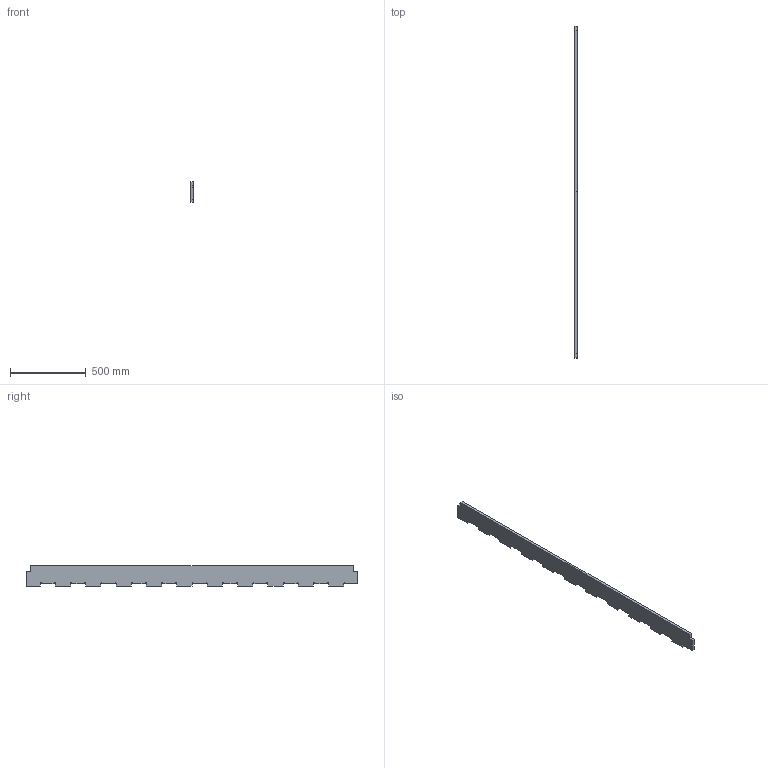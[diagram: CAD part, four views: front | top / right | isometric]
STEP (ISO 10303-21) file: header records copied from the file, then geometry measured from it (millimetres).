
FILE_DESCRIPTION(('CATIA V5 STEP Exchange'),'2;1');
FILE_NAME('TeamDesk_1.6_DemiV.stp','2018-11-01T13:55:34+00:00',('none'),('none'),'CATIA Version 5 Release 20 GA (IN-10)','CATIA V5 STEP AP203','none');
FILE_SCHEMA(('CONFIG_CONTROL_DESIGN'));
Length unit declared in the file: millimetre
Products named in the file (1): TeamDesk_1.6_DemiV
Bounding box: 18 x 2186 x 135 mm (x, y, z)
Volume: 4911639 mm3; surface area: 637691.5 mm2
Topology: 1 solids, 1 shells, 77 faces, 225 edges, 150 vertices
Faces by surface type: plane 53, cylinder 24
Entity records: 2431 total; most frequent: ORIENTED_EDGE 450, CARTESIAN_POINT 431, DIRECTION 335, EDGE_CURVE 225, VECTOR 177, LINE 177, VERTEX_POINT 150, AXIS2_PLACEMENT_3D 104
